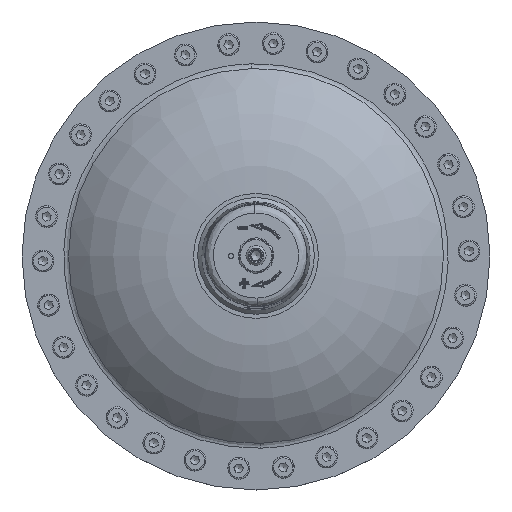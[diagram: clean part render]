
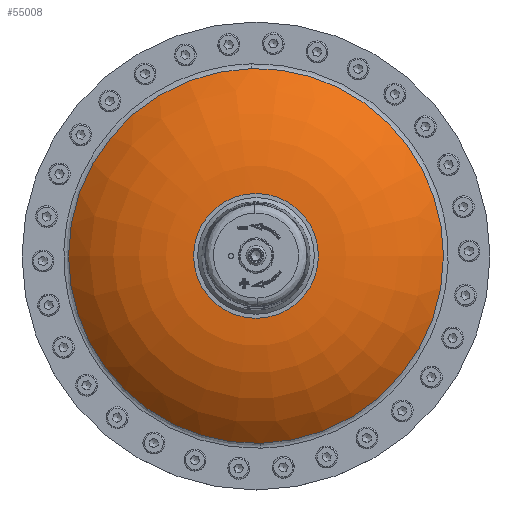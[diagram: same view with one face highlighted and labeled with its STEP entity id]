
A CAD part, top view. The second image highlights one B-rep face of the part: STEP entity #55008.
In plain terms, the highlighted toroidal (fillet/blend) face has major radius 37.355 mm and minor radius 105 mm.
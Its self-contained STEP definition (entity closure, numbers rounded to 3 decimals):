
#36372=CARTESIAN_POINT('',(2.647,-112.119,110.993));
#36373=VERTEX_POINT('',#36372);
#36390=CARTESIAN_POINT('',(-112.151,-0.,110.993));
#36391=VERTEX_POINT('',#36390);
#36392=CARTESIAN_POINT('',(0.,-0.,110.993));
#36393=DIRECTION('',(0.,-0.,1.));
#36394=DIRECTION('',(-1.,0.,0.));
#36395=AXIS2_PLACEMENT_3D('',#36392,#36393,#36394);
#36396=CIRCLE('',#36395,112.151);
#36397=EDGE_CURVE('NONE',#36391,#36373,#36396,.T.);
#36399=CARTESIAN_POINT('',(-2.647,112.119,110.993));
#36400=VERTEX_POINT('',#36399);
#36401=CARTESIAN_POINT('',(0.,-0.,110.993));
#36402=DIRECTION('',(0.,-0.,1.));
#36403=DIRECTION('',(-1.,0.,0.));
#36404=AXIS2_PLACEMENT_3D('',#36401,#36402,#36403);
#36405=CIRCLE('',#36404,112.151);
#36406=EDGE_CURVE('NONE',#36400,#36391,#36405,.T.);
#54957=CARTESIAN_POINT('',(0.,0.,37.3));
#54958=DIRECTION('',(0.,-0.,1.));
#54959=DIRECTION('',(-1.,0.,0.));
#54960=AXIS2_PLACEMENT_3D('',#54957,#54958,#54959);
#54961=DEGENERATE_TOROIDAL_SURFACE('',#54960,37.355,105.,.T.);
#54962=CARTESIAN_POINT('',(-37.355,-0.,142.3));
#54963=VERTEX_POINT('',#54962);
#54964=CARTESIAN_POINT('',(-37.355,0.,37.3));
#54965=DIRECTION('',(-0.,-1.,-0.));
#54966=DIRECTION('',(-1.,0.,0.));
#54967=AXIS2_PLACEMENT_3D('',#54964,#54965,#54966);
#54968=CIRCLE('',#54967,105.);
#54969=EDGE_CURVE('',#54963,#36391,#54968,.T.);
#54970=ORIENTED_EDGE('',*,*,#54969,.T.);
#54971=ORIENTED_EDGE('',*,*,#36397,.T.);
#54972=CARTESIAN_POINT('',(112.151,0.,110.993));
#54973=VERTEX_POINT('',#54972);
#54974=CARTESIAN_POINT('',(0.,-0.,110.993));
#54975=DIRECTION('',(0.,-0.,1.));
#54976=DIRECTION('',(-1.,0.,0.));
#54977=AXIS2_PLACEMENT_3D('',#54974,#54975,#54976);
#54978=CIRCLE('',#54977,112.151);
#54979=EDGE_CURVE('NONE',#36373,#54973,#54978,.T.);
#54980=ORIENTED_EDGE('',*,*,#54979,.T.);
#54981=CARTESIAN_POINT('',(0.,-0.,110.993));
#54982=DIRECTION('',(0.,-0.,1.));
#54983=DIRECTION('',(-1.,0.,0.));
#54984=AXIS2_PLACEMENT_3D('',#54981,#54982,#54983);
#54985=CIRCLE('',#54984,112.151);
#54986=EDGE_CURVE('NONE',#54973,#36400,#54985,.T.);
#54987=ORIENTED_EDGE('',*,*,#54986,.T.);
#54988=ORIENTED_EDGE('',*,*,#36406,.T.);
#54989=ORIENTED_EDGE('',*,*,#54969,.F.);
#54990=CARTESIAN_POINT('',(37.355,-0.,142.3));
#54991=VERTEX_POINT('',#54990);
#54992=CARTESIAN_POINT('',(0.,-0.,142.3));
#54993=DIRECTION('',(0.,-0.,1.));
#54994=DIRECTION('',(-1.,0.,0.));
#54995=AXIS2_PLACEMENT_3D('',#54992,#54993,#54994);
#54996=CIRCLE('',#54995,37.355);
#54997=EDGE_CURVE('NONE',#54991,#54963,#54996,.T.);
#54998=ORIENTED_EDGE('',*,*,#54997,.F.);
#54999=CARTESIAN_POINT('',(0.,-0.,142.3));
#55000=DIRECTION('',(0.,-0.,1.));
#55001=DIRECTION('',(-1.,0.,0.));
#55002=AXIS2_PLACEMENT_3D('',#54999,#55000,#55001);
#55003=CIRCLE('',#55002,37.355);
#55004=EDGE_CURVE('NONE',#54963,#54991,#55003,.T.);
#55005=ORIENTED_EDGE('',*,*,#55004,.F.);
#55006=EDGE_LOOP('',(#54970,#54971,#54980,#54987,#54988,#54989,#54998,#55005));
#55007=FACE_BOUND('',#55006,.T.);
#55008=ADVANCED_FACE('NONE',(#55007),#54961,.T.);
